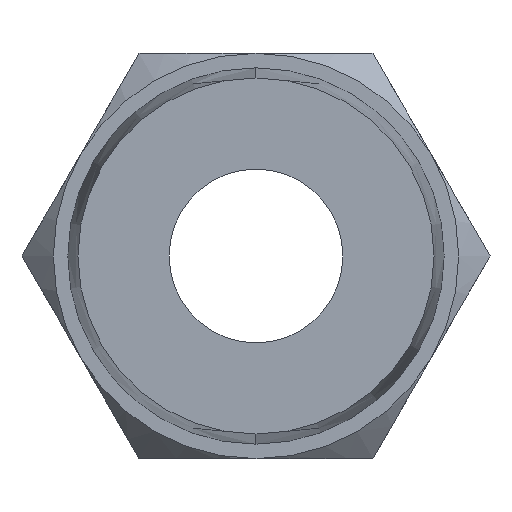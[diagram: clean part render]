
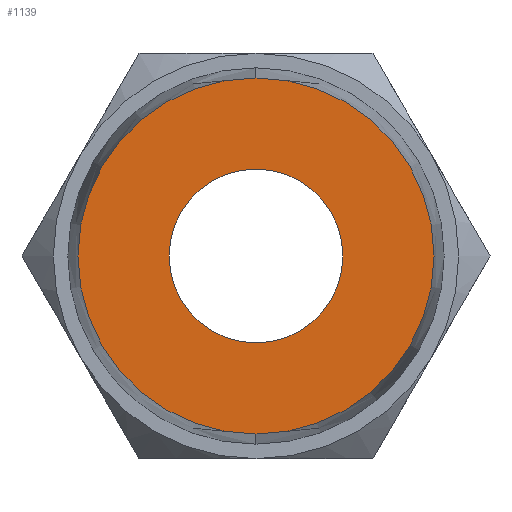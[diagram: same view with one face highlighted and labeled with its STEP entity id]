
A CAD part, left-side view. The second image highlights one B-rep face of the part: STEP entity #1139.
In plain terms, the highlighted planar face has unit normal (-1, 0, 0).
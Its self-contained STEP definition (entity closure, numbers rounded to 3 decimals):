
#195 = FACE_BOUND ( 'NONE', #4690, .T. ) ;
#273 = DIRECTION ( 'NONE',  ( 0., 0., 1. ) ) ;
#298 = DIRECTION ( 'NONE',  ( -1., 0., 0. ) ) ;
#304 = CARTESIAN_POINT ( 'NONE',  ( 0., 0., 6.15 ) ) ;
#467 = AXIS2_PLACEMENT_3D ( 'NONE', #1784, #298, #273 ) ;
#511 = VERTEX_POINT ( 'NONE', #2666 ) ;
#531 = DIRECTION ( 'NONE',  ( 0., 0., -1. ) ) ;
#907 = DIRECTION ( 'NONE',  ( 0., 0., 1. ) ) ;
#911 = ORIENTED_EDGE ( 'NONE', *, *, #3995, .T. ) ;
#1022 = AXIS2_PLACEMENT_3D ( 'NONE', #4352, #3951, #907 ) ;
#1116 = AXIS2_PLACEMENT_3D ( 'NONE', #4877, #2967, #2213 ) ;
#1139 = ADVANCED_FACE ( 'NONE', ( #195, #3264 ), #1899, .F. ) ;
#1263 = CIRCLE ( 'NONE', #467, 6.15 ) ;
#1597 = CIRCLE ( 'NONE', #1116, 3. ) ;
#1711 = ORIENTED_EDGE ( 'NONE', *, *, #2206, .T. ) ;
#1717 = ORIENTED_EDGE ( 'NONE', *, *, #4201, .T. ) ;
#1774 = CARTESIAN_POINT ( 'NONE',  ( 0., 0., 3. ) ) ;
#1784 = CARTESIAN_POINT ( 'NONE',  ( 0., 0., 0. ) ) ;
#1899 = PLANE ( 'NONE',  #4629 ) ;
#1932 = CARTESIAN_POINT ( 'NONE',  ( 0., 0., 0. ) ) ;
#2168 = EDGE_CURVE ( 'NONE', #511, #3417, #3756, .T. ) ;
#2206 = EDGE_CURVE ( 'NONE', #3417, #511, #1263, .T. ) ;
#2213 = DIRECTION ( 'NONE',  ( 0., 0., -1. ) ) ;
#2225 = ORIENTED_EDGE ( 'NONE', *, *, #2168, .T. ) ;
#2315 = CARTESIAN_POINT ( 'NONE',  ( 0., 0., -3. ) ) ;
#2397 = CIRCLE ( 'NONE', #4882, 3. ) ;
#2469 = EDGE_LOOP ( 'NONE', ( #2225, #1711 ) ) ;
#2666 = CARTESIAN_POINT ( 'NONE',  ( 0., 0., -6.15 ) ) ;
#2967 = DIRECTION ( 'NONE',  ( 1., 0., 0. ) ) ;
#3149 = CARTESIAN_POINT ( 'NONE',  ( 0., 0., 0. ) ) ;
#3264 = FACE_OUTER_BOUND ( 'NONE', #2469, .T. ) ;
#3417 = VERTEX_POINT ( 'NONE', #304 ) ;
#3610 = VERTEX_POINT ( 'NONE', #1774 ) ;
#3756 = CIRCLE ( 'NONE', #1022, 6.15 ) ;
#3815 = DIRECTION ( 'NONE',  ( 1., 0., 0. ) ) ;
#3951 = DIRECTION ( 'NONE',  ( -1., 0., 0. ) ) ;
#3995 = EDGE_CURVE ( 'NONE', #3610, #4069, #1597, .T. ) ;
#4069 = VERTEX_POINT ( 'NONE', #2315 ) ;
#4201 = EDGE_CURVE ( 'NONE', #4069, #3610, #2397, .T. ) ;
#4352 = CARTESIAN_POINT ( 'NONE',  ( 0., 0., 0. ) ) ;
#4513 = DIRECTION ( 'NONE',  ( 0., 0., -1. ) ) ;
#4629 = AXIS2_PLACEMENT_3D ( 'NONE', #1932, #3815, #4513 ) ;
#4679 = DIRECTION ( 'NONE',  ( 1., 0., 0. ) ) ;
#4690 = EDGE_LOOP ( 'NONE', ( #911, #1717 ) ) ;
#4877 = CARTESIAN_POINT ( 'NONE',  ( 0., 0., 0. ) ) ;
#4882 = AXIS2_PLACEMENT_3D ( 'NONE', #3149, #4679, #531 ) ;
